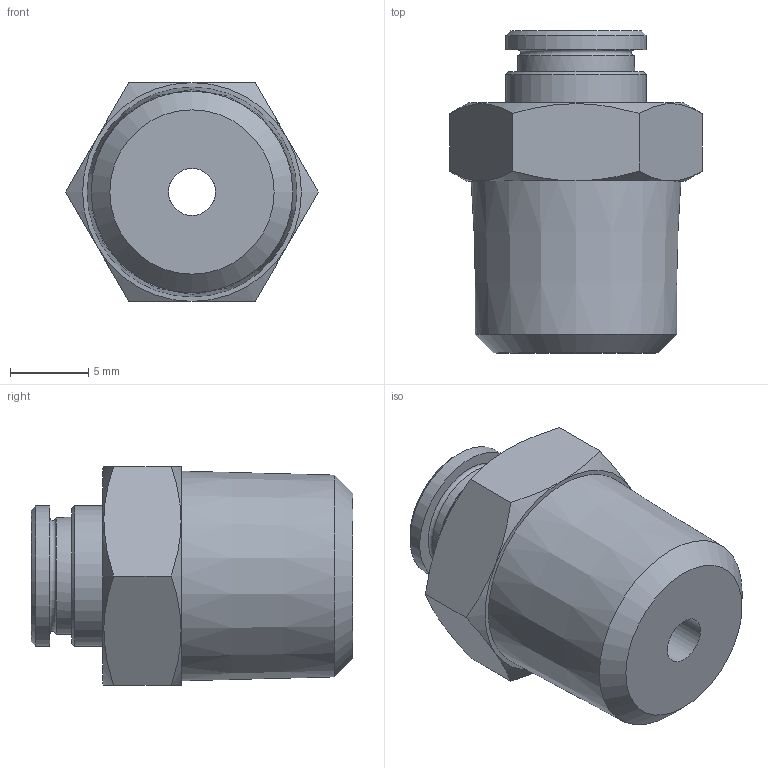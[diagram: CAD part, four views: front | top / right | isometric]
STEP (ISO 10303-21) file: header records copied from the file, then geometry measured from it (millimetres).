
FILE_DESCRIPTION( ( 'STEP AP214' ), '1' );
FILE_NAME( 'psolqas_14524_42.stp', '2020-12-01T17:16:22', ( 'License CC BY-ND 4.0' ), ( 'CADENAS' ), ' ', 'PARTsolutions', ' ' );
FILE_SCHEMA( ( 'AUTOMOTIVE_DESIGN { 1 0 10303 214 1 1 1 1 }' ) );
Length unit declared in the file: metre
Products named in the file (1): Rivoluzione1
Bounding box: 16.17 x 20.6 x 14 mm (x, y, z)
Volume: 2334 mm3; surface area: 1364.2 mm2
Topology: 1 solids, 1 shells, 42 faces, 92 edges, 56 vertices
Faces by surface type: plane 24, cone 12, cylinder 5, torus 1
Full cylindrical faces by diameter (mm): 3 x1, 4.15 x1, 7.5 x1, 9 x2
Entity records: 1511 total; most frequent: CARTESIAN_POINT 324, DIRECTION 166, ORIENTED_EDGE 156, EDGE_CURVE 78, AXIS2_PLACEMENT_3D 71, EDGE_LOOP 60, VERTEX_POINT 54, FACE_OUTER_BOUND 48
